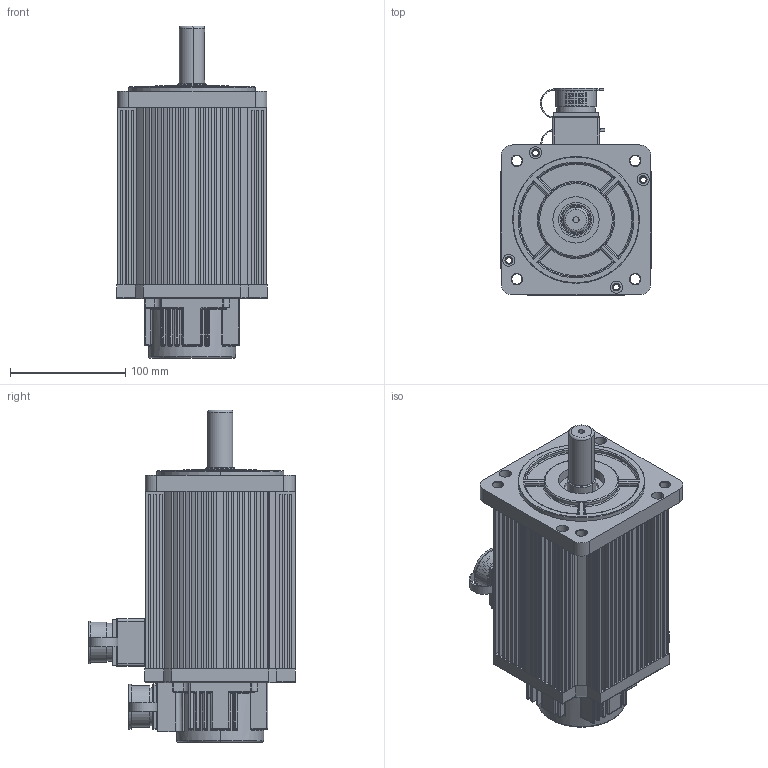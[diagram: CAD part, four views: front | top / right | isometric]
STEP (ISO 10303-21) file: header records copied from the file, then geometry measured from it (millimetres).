
FILE_DESCRIPTION (( 'STEP AP203' ), '1' );
FILE_NAME ('130整机装配1KW.STEP', '2019-11-08T01:52:45', ( '微软用户' ), ( '微软公司' ), 'SwSTEP 2.0', 'SolidWorks 2013', '' );
FILE_SCHEMA (( 'CONFIG_CONTROL_DESIGN' ));
Length unit declared in the file: millimetre
Products named in the file (14): ヶ傷裔; 綴傷裔; 褲极蚾饜; 儂褲; 粣; 菁釱菜え; Deep groove ball bearings GB_Rolling bearings 6205 GB 276-94; 脣釱菁釱; Deep groove ball bearings GB_Rolling bearings 6305 GB 276-94; 脣釱1; 蛌赽軞傖; 晤鎢ん欶裔; 130淕儂蚾饜1KW; 脣釱
Assembly tree (13 placements, depth 3):
  130淕儂蚾饜1KW
    褲极蚾饜
      儂褲
      菁釱菜え
      脣釱菁釱
      脣釱1
      晤鎢ん欶裔
      脣釱
      ヶ傷裔
      綴傷裔
    蛌赽軞傖
      粣
      Deep groove ball bearings GB_Rolling bearings 6205 GB 276-94
      Deep groove ball bearings GB_Rolling bearings 6305 GB 276-94
Bounding box: 130.5 x 179.45 x 287.9 mm (x, y, z)
Volume: 982137.8 mm3; surface area: 497224 mm2
Topology: 9 solids, 16 shells, 1589 faces, 4513 edges, 2875 vertices
Faces by surface type: cylinder 598, plane 574, torus 249, sphere 92, bspline 43, cone 33
Entity records: 58228 total; most frequent: CARTESIAN_POINT 16761, ORIENTED_EDGE 8570, DIRECTION 8311, EDGE_CURVE 4293, AXIS2_PLACEMENT_3D 3182, VERTEX_POINT 2757, LINE 1947, VECTOR 1947
